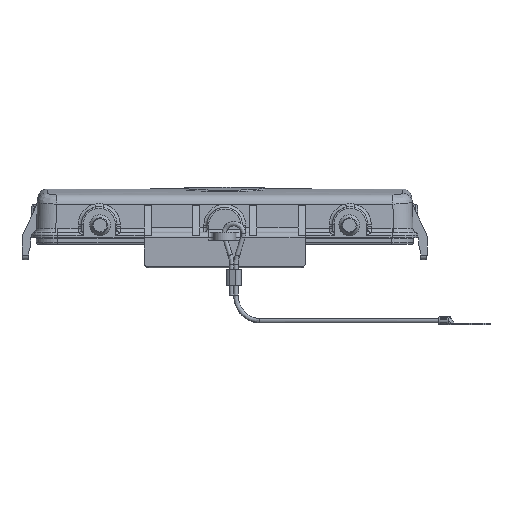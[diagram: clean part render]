
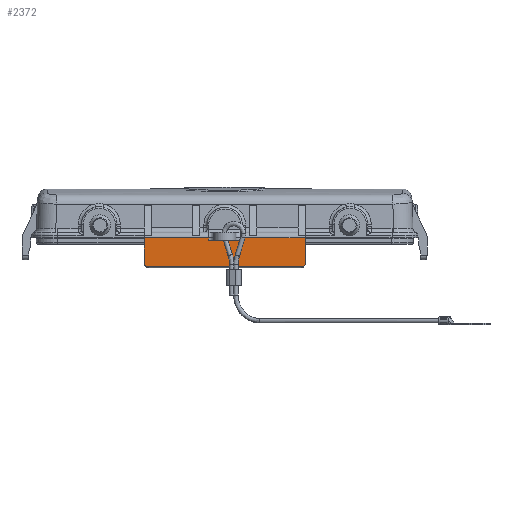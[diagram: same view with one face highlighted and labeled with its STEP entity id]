
A CAD part, front view. The second image highlights one B-rep face of the part: STEP entity #2372.
In plain terms, the highlighted planar face has unit normal (0, -1, -0.026).
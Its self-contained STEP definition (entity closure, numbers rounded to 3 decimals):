
#112=ELLIPSE('',#14563,1.501,1.5);
#113=ELLIPSE('',#14564,1.501,1.5);
#1587=FACE_OUTER_BOUND('',#3377,.T.);
#2075=PLANE('',#14565);
#2372=ADVANCED_FACE('',(#1587),#2075,.F.);
#3377=EDGE_LOOP('',(#4772,#4773,#4774,#4775,#4776,#4777,#4778,#4779,#4780,
#4781));
#4772=ORIENTED_EDGE('',*,*,#8435,.T.);
#4773=ORIENTED_EDGE('',*,*,#8443,.T.);
#4774=ORIENTED_EDGE('',*,*,#8444,.T.);
#4775=ORIENTED_EDGE('',*,*,#8445,.T.);
#4776=ORIENTED_EDGE('',*,*,#8423,.T.);
#4777=ORIENTED_EDGE('',*,*,#8446,.T.);
#4778=ORIENTED_EDGE('',*,*,#8447,.T.);
#4779=ORIENTED_EDGE('',*,*,#8448,.F.);
#4780=ORIENTED_EDGE('',*,*,#8449,.T.);
#4781=ORIENTED_EDGE('',*,*,#8450,.F.);
#7337=VERTEX_POINT('',#24213);
#7338=VERTEX_POINT('',#24214);
#7349=VERTEX_POINT('',#24237);
#7350=VERTEX_POINT('',#24239);
#7357=VERTEX_POINT('',#24255);
#7358=VERTEX_POINT('',#24257);
#7359=VERTEX_POINT('',#24260);
#7360=VERTEX_POINT('',#24262);
#7361=VERTEX_POINT('',#24264);
#7362=VERTEX_POINT('',#24266);
#8423=EDGE_CURVE('',#7337,#7338,#12053,.T.);
#8435=EDGE_CURVE('',#7350,#7349,#12059,.T.);
#8443=EDGE_CURVE('',#7349,#7357,#12063,.T.);
#8444=EDGE_CURVE('',#7357,#7358,#12064,.T.);
#8445=EDGE_CURVE('',#7358,#7337,#12065,.T.);
#8446=EDGE_CURVE('',#7338,#7359,#12066,.T.);
#8447=EDGE_CURVE('',#7359,#7360,#112,.T.);
#8448=EDGE_CURVE('',#7361,#7360,#12067,.T.);
#8449=EDGE_CURVE('',#7361,#7362,#113,.T.);
#8450=EDGE_CURVE('',#7350,#7362,#12068,.T.);
#12053=LINE('',#24212,#12754);
#12059=LINE('',#24238,#12760);
#12063=LINE('',#24254,#12764);
#12064=LINE('',#24256,#12765);
#12065=LINE('',#24258,#12766);
#12066=LINE('',#24259,#12767);
#12067=LINE('',#24263,#12768);
#12068=LINE('',#24267,#12769);
#12754=VECTOR('',#16100,1.);
#12760=VECTOR('',#16120,1.);
#12764=VECTOR('',#16134,1.);
#12765=VECTOR('',#16135,1.);
#12766=VECTOR('',#16136,1.);
#12767=VECTOR('',#16137,1.);
#12768=VECTOR('',#16140,1.);
#12769=VECTOR('',#16143,1.);
#14563=AXIS2_PLACEMENT_3D('',#24261,#16138,#16139);
#14564=AXIS2_PLACEMENT_3D('',#24265,#16141,#16142);
#14565=AXIS2_PLACEMENT_3D('',#24268,#16144,#16145);
#16100=DIRECTION('',(-1.,0.,0.));
#16120=DIRECTION('',(-1.,0.,0.));
#16134=DIRECTION('',(0.,0.026,-1.));
#16135=DIRECTION('',(-1.,0.,0.));
#16136=DIRECTION('',(0.,-0.026,1.));
#16137=DIRECTION('',(0.,0.026,-1.));
#16138=DIRECTION('',(0.,-1.,-0.026));
#16139=DIRECTION('',(0.,0.026,-1.));
#16140=DIRECTION('',(-1.,0.,0.));
#16141=DIRECTION('',(0.,-1.,-0.026));
#16142=DIRECTION('',(0.,-0.026,1.));
#16143=DIRECTION('',(0.,0.026,-1.));
#16144=DIRECTION('',(0.,1.,0.026));
#16145=DIRECTION('',(0.,-0.026,1.));
#24212=CARTESIAN_POINT('',(25.,-24.782,-0.045));
#24213=CARTESIAN_POINT('',(-4.9,-24.782,-0.045));
#24214=CARTESIAN_POINT('',(-25.,-24.782,-0.045));
#24237=CARTESIAN_POINT('',(4.9,-24.782,-0.045));
#24238=CARTESIAN_POINT('',(25.,-24.782,-0.045));
#24239=CARTESIAN_POINT('',(25.,-24.782,-0.045));
#24254=CARTESIAN_POINT('',(4.9,-24.762,-0.8));
#24255=CARTESIAN_POINT('',(4.9,-24.762,-0.8));
#24256=CARTESIAN_POINT('',(25.,-24.762,-0.8));
#24257=CARTESIAN_POINT('',(-4.9,-24.762,-0.8));
#24258=CARTESIAN_POINT('',(-4.9,-24.782,-0.045));
#24259=CARTESIAN_POINT('',(-25.,-24.782,-0.045));
#24260=CARTESIAN_POINT('',(-25.,-24.577,-7.9));
#24261=CARTESIAN_POINT('',(-23.5,-24.577,-7.9));
#24262=CARTESIAN_POINT('',(-24.606,-24.55,-8.913));
#24263=CARTESIAN_POINT('',(25.,-24.55,-8.913));
#24264=CARTESIAN_POINT('',(24.606,-24.55,-8.913));
#24265=CARTESIAN_POINT('',(23.5,-24.577,-7.9));
#24266=CARTESIAN_POINT('',(25.,-24.577,-7.9));
#24267=CARTESIAN_POINT('',(25.,-24.782,-0.045));
#24268=CARTESIAN_POINT('',(25.,-24.782,-0.045));
